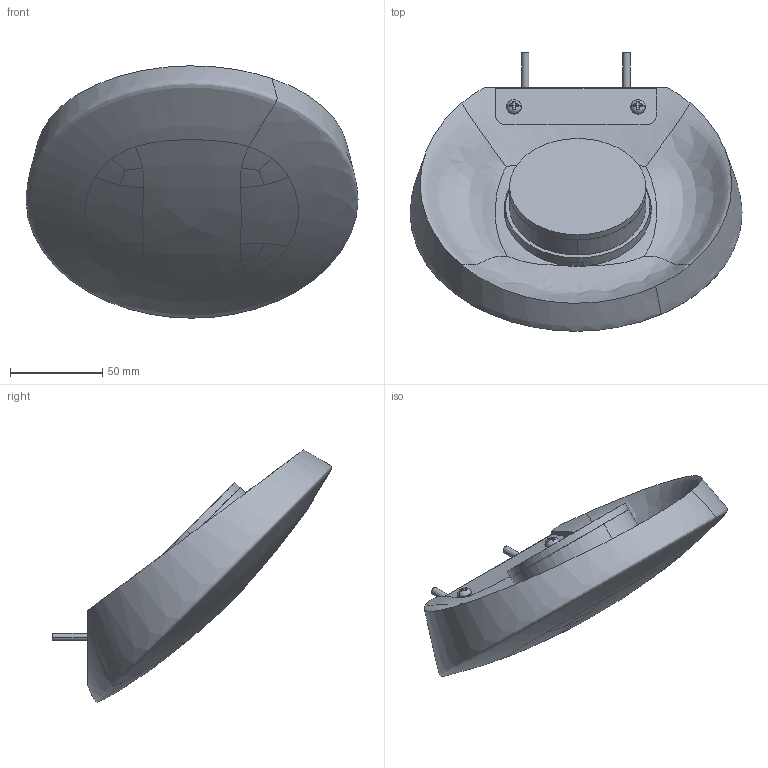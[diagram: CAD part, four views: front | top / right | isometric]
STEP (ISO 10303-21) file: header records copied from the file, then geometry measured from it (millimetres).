
FILE_DESCRIPTION(/* description */ (''),/* implementation_level */ '2;1');
FILE_NAME(/* name */ 'T394_P~1',/* time_stamp */ '2022-03-25T11:41:23+01:00',/* author */ (''),/* organization */ (''),/* preprocessor_version */ 'ST-DEVELOPER v16.5',/* originating_system */ '',/* authorisation */ '');
FILE_SCHEMA (('AUTOMOTIVE_DESIGN'));
Length unit declared in the file: millimetre
Products named in the file (1): Document
Bounding box: 180.29 x 151.46 x 137.03 mm (x, y, z)
Volume: 725567.7 mm3; surface area: 122552.4 mm2
Topology: 12 solids, 12 shells, 298 faces, 729 edges, 474 vertices
Faces by surface type: plane 158, bspline 140
Entity records: 16250 total; most frequent: CARTESIAN_POINT 11627, ORIENTED_EDGE 1458, EDGE_CURVE 729, VERTEX_POINT 474, B_SPLINE_CURVE_WITH_KNOTS 413, EDGE_LOOP 347, ADVANCED_FACE 298, FACE_OUTER_BOUND 298
